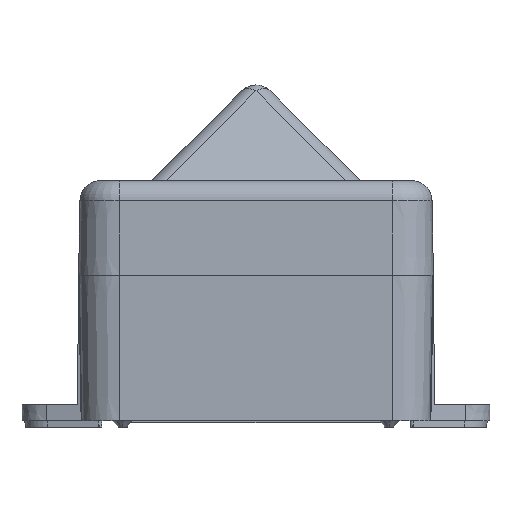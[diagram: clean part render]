
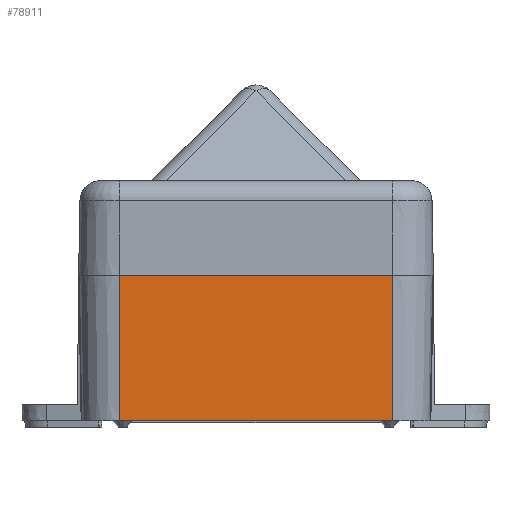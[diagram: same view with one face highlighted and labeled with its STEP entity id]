
A CAD part, left-side view. The second image highlights one B-rep face of the part: STEP entity #78911.
In plain terms, the highlighted planar face has unit normal (-1, 0, -0.018).
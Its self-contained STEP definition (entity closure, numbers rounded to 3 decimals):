
#19 = EDGE_CURVE ( 'NONE', #12218, #80821, #55235, .T. ) ;
#385 = VERTEX_POINT ( 'NONE', #15894 ) ;
#7266 = FACE_OUTER_BOUND ( 'NONE', #47940, .T. ) ;
#12218 = VERTEX_POINT ( 'NONE', #98871 ) ;
#12968 = CARTESIAN_POINT ( 'NONE',  ( -302.909, -33.2, -44.9 ) ) ;
#15894 = CARTESIAN_POINT ( 'NONE',  ( -302.909, -33.2, -44.9 ) ) ;
#20415 = ORIENTED_EDGE ( 'NONE', *, *, #101019, .T. ) ;
#23181 = EDGE_CURVE ( 'NONE', #46048, #80821, #96631, .T. ) ;
#24145 = AXIS2_PLACEMENT_3D ( 'NONE', #24753, #80133, #32698 ) ;
#24753 = CARTESIAN_POINT ( 'NONE',  ( -303.693, -33.2, 0. ) ) ;
#30664 = LINE ( 'NONE', #12968, #93909 ) ;
#31651 = CARTESIAN_POINT ( 'NONE',  ( -303.528, 33.2, -9.4 ) ) ;
#32698 = DIRECTION ( 'NONE',  ( 0.017, 0., -1. ) ) ;
#33384 = VECTOR ( 'NONE', #80846, 1000. ) ;
#33415 = CARTESIAN_POINT ( 'NONE',  ( -303.528, -33.2, -9.4 ) ) ;
#34193 = VECTOR ( 'NONE', #57166, 1000. ) ;
#40331 = PLANE ( 'NONE',  #24145 ) ;
#41726 = EDGE_CURVE ( 'NONE', #12218, #385, #30664, .T. ) ;
#45050 = VECTOR ( 'NONE', #90572, 1000. ) ;
#46048 = VERTEX_POINT ( 'NONE', #60184 ) ;
#47940 = EDGE_LOOP ( 'NONE', ( #20415, #56807, #67547, #89890 ) ) ;
#55235 = LINE ( 'NONE', #63964, #34193 ) ;
#56807 = ORIENTED_EDGE ( 'NONE', *, *, #23181, .T. ) ;
#57166 = DIRECTION ( 'NONE',  ( -0.017, 0., 1. ) ) ;
#60184 = CARTESIAN_POINT ( 'NONE',  ( -303.528, -33.2, -9.4 ) ) ;
#63964 = CARTESIAN_POINT ( 'NONE',  ( -303.693, 33.2, 0. ) ) ;
#66151 = LINE ( 'NONE', #90903, #45050 ) ;
#67547 = ORIENTED_EDGE ( 'NONE', *, *, #19, .F. ) ;
#76340 = DIRECTION ( 'NONE',  ( 0., -1., 0. ) ) ;
#78911 = ADVANCED_FACE ( 'NONE', ( #7266 ), #40331, .T. ) ;
#80133 = DIRECTION ( 'NONE',  ( -1., 0., -0.017 ) ) ;
#80821 = VERTEX_POINT ( 'NONE', #31651 ) ;
#80846 = DIRECTION ( 'NONE',  ( 0., 1., 0. ) ) ;
#89890 = ORIENTED_EDGE ( 'NONE', *, *, #41726, .T. ) ;
#90572 = DIRECTION ( 'NONE',  ( -0.017, 0., 1. ) ) ;
#90903 = CARTESIAN_POINT ( 'NONE',  ( -303.693, -33.2, 0. ) ) ;
#93909 = VECTOR ( 'NONE', #76340, 1000. ) ;
#96631 = LINE ( 'NONE', #33415, #33384 ) ;
#98871 = CARTESIAN_POINT ( 'NONE',  ( -302.909, 33.2, -44.9 ) ) ;
#101019 = EDGE_CURVE ( 'NONE', #385, #46048, #66151, .T. ) ;
